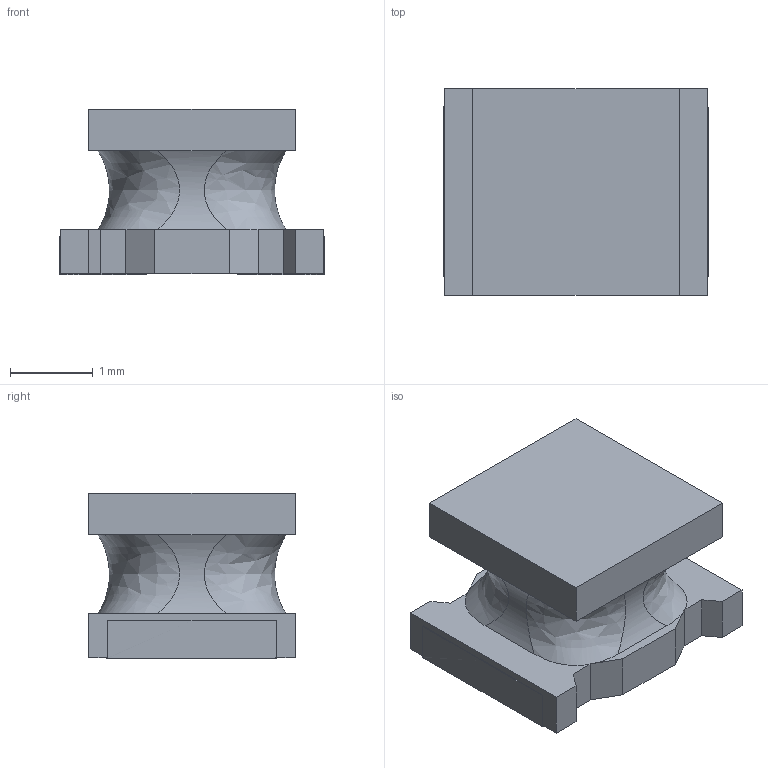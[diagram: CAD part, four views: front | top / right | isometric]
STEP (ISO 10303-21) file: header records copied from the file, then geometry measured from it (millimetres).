
FILE_DESCRIPTION(('CATIA V5 STEP Exchange'),'2;1');
FILE_NAME('LQH32CH_MN.stp','2012-09-04T07:33:11+00:00',('none'),('none'),'CATIA Version 5 Release 20 SP 5 (IN-10)','CATIA V5 STEP AP214','none');
FILE_SCHEMA(('AUTOMOTIVE_DESIGN { 1 0 10303 214 1 1 1 1 }'));
Length unit declared in the file: millimetre
Products named in the file (1): Part1
Bounding box: 3.2 x 2.5 x 2 mm (x, y, z)
Volume: 10.9 mm3; surface area: 37 mm2
Topology: 1 solids, 1 shells, 118 faces, 352 edges, 237 vertices
Faces by surface type: plane 110, bspline 4, cylinder 4
Entity records: 4973 total; most frequent: CARTESIAN_POINT 1183, ORIENTED_EDGE 704, DIRECTION 485, EDGE_CURVE 352, VECTOR 315, LINE 315, VERTEX_POINT 237, EDGE_LOOP 119
